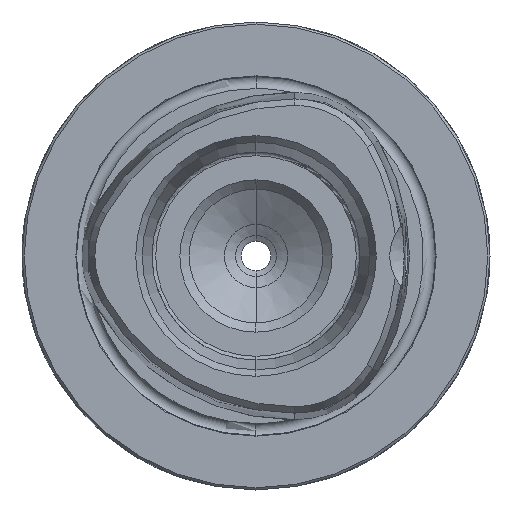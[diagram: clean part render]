
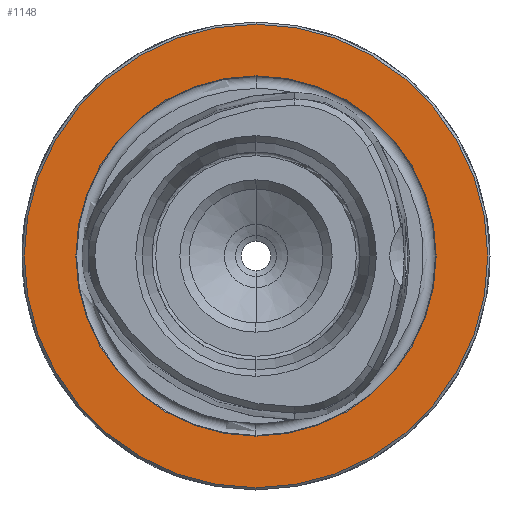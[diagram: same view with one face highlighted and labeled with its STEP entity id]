
A CAD part, left-side view. The second image highlights one B-rep face of the part: STEP entity #1148.
In plain terms, the highlighted planar face has unit normal (-1, 0, 0).
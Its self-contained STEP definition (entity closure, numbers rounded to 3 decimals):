
#220 = CARTESIAN_POINT ( 'NONE',  ( 0., 0., -24.25 ) ) ;
#261 = AXIS2_PLACEMENT_3D ( 'NONE', #4408, #1469, #3837 ) ;
#331 = AXIS2_PLACEMENT_3D ( 'NONE', #365, #2853, #1835 ) ;
#365 = CARTESIAN_POINT ( 'NONE',  ( 0., 24.25, 0. ) ) ;
#565 = CIRCLE ( 'NONE', #261, 31.2 ) ;
#793 = AXIS2_PLACEMENT_3D ( 'NONE', #3327, #2556, #2246 ) ;
#832 = DIRECTION ( 'NONE',  ( -1., 0., 0. ) ) ;
#971 = DIRECTION ( 'NONE',  ( 0., 0., 1. ) ) ;
#1148 = ADVANCED_FACE ( 'NONE', ( #4282, #3225 ), #2158, .F. ) ;
#1215 = DIRECTION ( 'NONE',  ( -1., 0., 0. ) ) ;
#1459 = EDGE_CURVE ( 'NONE', #2866, #1872, #4475, .T. ) ;
#1469 = DIRECTION ( 'NONE',  ( -1., 0., 0. ) ) ;
#1571 = DIRECTION ( 'NONE',  ( 0., 0., 1. ) ) ;
#1694 = EDGE_CURVE ( 'NONE', #1872, #2866, #4636, .T. ) ;
#1709 = AXIS2_PLACEMENT_3D ( 'NONE', #2713, #1215, #971 ) ;
#1712 = CARTESIAN_POINT ( 'NONE',  ( 0., 0., 24.25 ) ) ;
#1784 = CIRCLE ( 'NONE', #3587, 31.2 ) ;
#1835 = DIRECTION ( 'NONE',  ( 0., 0., -1. ) ) ;
#1844 = EDGE_CURVE ( 'NONE', #4168, #2317, #565, .T. ) ;
#1856 = EDGE_CURVE ( 'NONE', #2317, #4168, #1784, .T. ) ;
#1872 = VERTEX_POINT ( 'NONE', #220 ) ;
#2158 = PLANE ( 'NONE',  #331 ) ;
#2246 = DIRECTION ( 'NONE',  ( 0., 0., 1. ) ) ;
#2317 = VERTEX_POINT ( 'NONE', #3832 ) ;
#2408 = EDGE_LOOP ( 'NONE', ( #2818, #2569 ) ) ;
#2556 = DIRECTION ( 'NONE',  ( -1., 0., 0. ) ) ;
#2569 = ORIENTED_EDGE ( 'NONE', *, *, #1694, .F. ) ;
#2713 = CARTESIAN_POINT ( 'NONE',  ( 0., 0., 0. ) ) ;
#2818 = ORIENTED_EDGE ( 'NONE', *, *, #1459, .F. ) ;
#2853 = DIRECTION ( 'NONE',  ( 1., 0., 0. ) ) ;
#2866 = VERTEX_POINT ( 'NONE', #1712 ) ;
#3091 = EDGE_LOOP ( 'NONE', ( #3920, #3876 ) ) ;
#3225 = FACE_OUTER_BOUND ( 'NONE', #3091, .T. ) ;
#3327 = CARTESIAN_POINT ( 'NONE',  ( 0., 0., 0. ) ) ;
#3541 = CARTESIAN_POINT ( 'NONE',  ( 0., 0., 31.2 ) ) ;
#3587 = AXIS2_PLACEMENT_3D ( 'NONE', #4062, #832, #1571 ) ;
#3832 = CARTESIAN_POINT ( 'NONE',  ( 0., 0., -31.2 ) ) ;
#3837 = DIRECTION ( 'NONE',  ( 0., 0., 1. ) ) ;
#3876 = ORIENTED_EDGE ( 'NONE', *, *, #1844, .T. ) ;
#3920 = ORIENTED_EDGE ( 'NONE', *, *, #1856, .T. ) ;
#4062 = CARTESIAN_POINT ( 'NONE',  ( 0., 0., 0. ) ) ;
#4168 = VERTEX_POINT ( 'NONE', #3541 ) ;
#4282 = FACE_BOUND ( 'NONE', #2408, .T. ) ;
#4408 = CARTESIAN_POINT ( 'NONE',  ( 0., 0., 0. ) ) ;
#4475 = CIRCLE ( 'NONE', #793, 24.25 ) ;
#4636 = CIRCLE ( 'NONE', #1709, 24.25 ) ;
